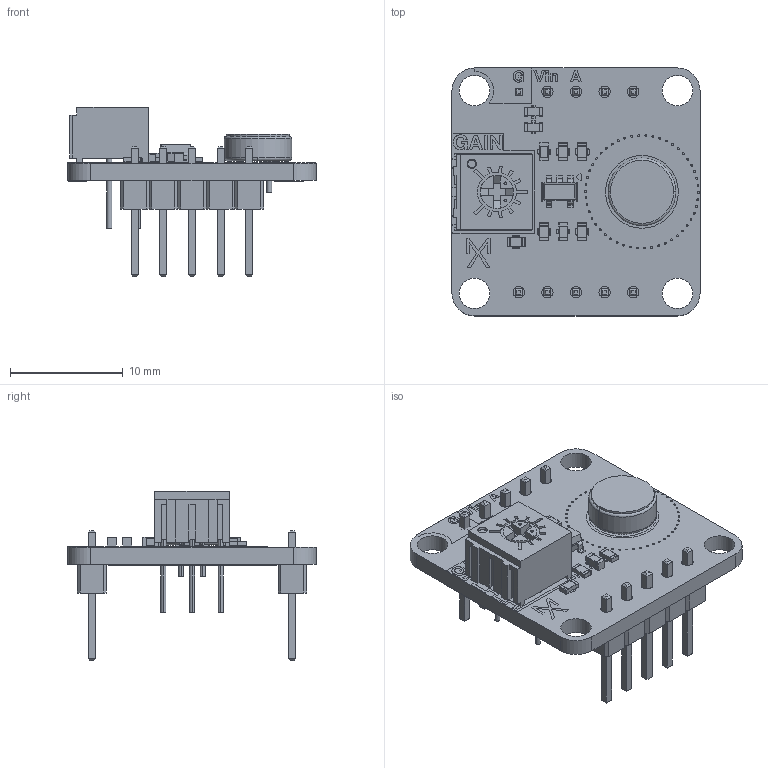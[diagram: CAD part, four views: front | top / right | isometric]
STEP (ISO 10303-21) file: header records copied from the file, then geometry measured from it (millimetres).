
FILE_DESCRIPTION(('KiCad electronic assembly'),'2;1');
FILE_NAME('AX22-0009.step','2025-12-04T19:23:47',('Pcbnew'),('Kicad'), 'Open CASCADE STEP processor 7.8','KiCad to STEP converter','Unknown' );
FILE_SCHEMA(('AUTOMOTIVE_DESIGN { 1 0 10303 214 1 1 1 1 }'));
Length unit declared in the file: millimetre
Products named in the file (9): AX22-0009 1; PinHeader_1x05_P2.54mm_Vertical; C_0603_1608Metric; R_0603_1608Metric; 3362P-1-503LF; SOT-23-5; CMC-6022-42P--3DModel-STEP-1; AX22_MEMS-Microphone_silkscreen; AX22_MEMS-Microphone_PCB
Assembly tree (16 placements, depth 2):
  AX22-0009 1
    PinHeader_1x05_P2.54mm_Vertical  x2
    C_0603_1608Metric  x4
    R_0603_1608Metric  x5
    3362P-1-503LF
    SOT-23-5
    CMC-6022-42P--3DModel-STEP-1
    AX22_MEMS-Microphone_silkscreen
    AX22_MEMS-Microphone_PCB
Bounding box: 22 x 22 x 15.02 mm (x, y, z)
Volume: 1139.7 mm3; surface area: 2214.4 mm2
Topology: 19 solids, 171 shells, 991 faces, 4735 edges, 3973 vertices
Faces by surface type: plane 768, cylinder 182, bspline 31, torus 8, cone 2
Full cylindrical faces by diameter (mm): 0.7 x2, 0.762 x3, 1 x10, 2.7 x4
Entity records: 42303 total; most frequent: CARTESIAN_POINT 8421, DIRECTION 6000, ORIENTED_EDGE 5300, EDGE_CURVE 3951, VERTEX_POINT 3469, LINE 3128, VECTOR 3128, AXIS2_PLACEMENT_3D 1436
